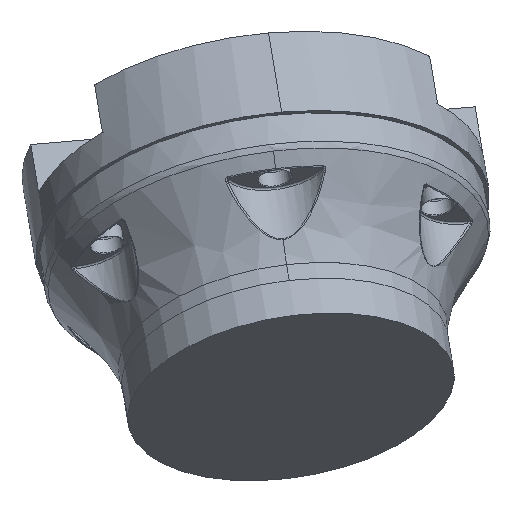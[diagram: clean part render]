
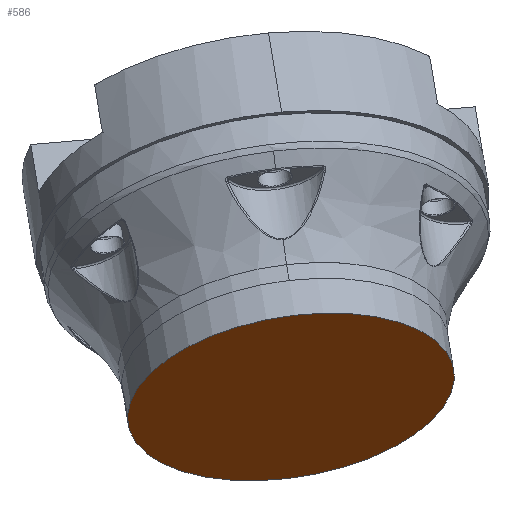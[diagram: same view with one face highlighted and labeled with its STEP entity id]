
A CAD part, front view. The second image highlights one B-rep face of the part: STEP entity #586.
In plain terms, the highlighted planar face has unit normal (0.145, -0.486, -0.862).
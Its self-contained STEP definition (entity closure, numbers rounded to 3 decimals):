
#14 = CIRCLE ( 'NONE', #5629, 90. ) ;
#586 = ADVANCED_FACE ( 'NONE', ( #4430 ), #8120, .T. ) ;
#1430 = DIRECTION ( 'NONE',  ( 0.145, -0.486, -0.862 ) ) ;
#1637 = DIRECTION ( 'NONE',  ( 0.025, -0.869, 0.494 ) ) ;
#2119 = ORIENTED_EDGE ( 'NONE', *, *, #11058, .T. ) ;
#2436 = AXIS2_PLACEMENT_3D ( 'NONE', #7154, #11650, #4433 ) ;
#2634 = CIRCLE ( 'NONE', #2436, 90. ) ;
#4430 = FACE_OUTER_BOUND ( 'NONE', #8590, .T. ) ;
#4433 = DIRECTION ( 'NONE',  ( 0.989, 0.093, 0.114 ) ) ;
#5224 = AXIS2_PLACEMENT_3D ( 'NONE', #7150, #9953, #1637 ) ;
#5629 = AXIS2_PLACEMENT_3D ( 'NONE', #6160, #1430, #11624 ) ;
#5802 = EDGE_CURVE ( 'NONE', #6815, #8696, #2634, .T. ) ;
#6160 = CARTESIAN_POINT ( 'NONE',  ( 258.119, 184.876, 282.647 ) ) ;
#6815 = VERTEX_POINT ( 'NONE', #11315 ) ;
#7150 = CARTESIAN_POINT ( 'NONE',  ( 258.119, 184.876, 282.647 ) ) ;
#7154 = CARTESIAN_POINT ( 'NONE',  ( 258.119, 184.876, 282.647 ) ) ;
#7843 = ORIENTED_EDGE ( 'NONE', *, *, #5802, .T. ) ;
#8120 = PLANE ( 'NONE',  #5224 ) ;
#8590 = EDGE_LOOP ( 'NONE', ( #7843, #2119 ) ) ;
#8696 = VERTEX_POINT ( 'NONE', #9235 ) ;
#9235 = CARTESIAN_POINT ( 'NONE',  ( 169.092, 176.536, 272.418 ) ) ;
#9953 = DIRECTION ( 'NONE',  ( 0.145, -0.486, -0.862 ) ) ;
#11058 = EDGE_CURVE ( 'NONE', #8696, #6815, #14, .T. ) ;
#11315 = CARTESIAN_POINT ( 'NONE',  ( 347.146, 193.216, 292.876 ) ) ;
#11624 = DIRECTION ( 'NONE',  ( 0.989, 0.093, 0.114 ) ) ;
#11650 = DIRECTION ( 'NONE',  ( 0.145, -0.486, -0.862 ) ) ;
